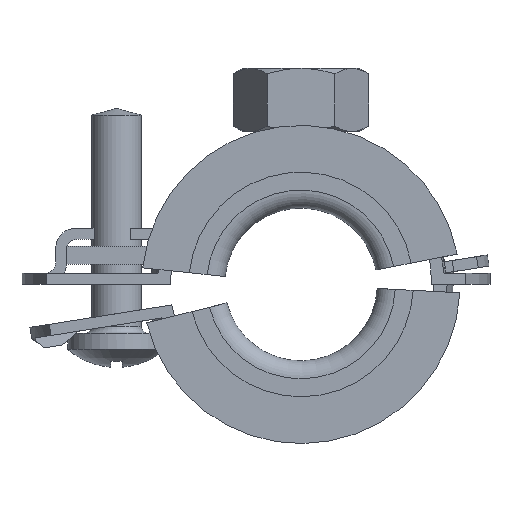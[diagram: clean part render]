
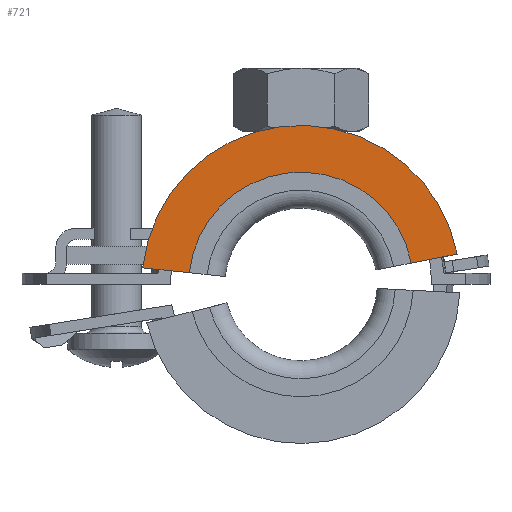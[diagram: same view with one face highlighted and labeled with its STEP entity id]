
A CAD part, front view. The second image highlights one B-rep face of the part: STEP entity #721.
In plain terms, the highlighted planar face has unit normal (0, -1, 0).
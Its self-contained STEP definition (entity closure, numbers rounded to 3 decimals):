
#721=ADVANCED_FACE('',(#1636),#1637,.T.);
#1636=FACE_OUTER_BOUND('',#2815,.T.);
#1637=PLANE('',#2816);
#2815=EDGE_LOOP('',(#4354,#4355,#4356,#4357));
#2816=AXIS2_PLACEMENT_3D('',#4358,#4359,#4360);
#4354=ORIENTED_EDGE('',*,*,#7730,.T.);
#4355=ORIENTED_EDGE('',*,*,#7731,.F.);
#4356=ORIENTED_EDGE('',*,*,#7732,.F.);
#4357=ORIENTED_EDGE('',*,*,#7727,.T.);
#4358=CARTESIAN_POINT('',(14.801,-12.0,2.877));
#4359=DIRECTION('',(0.0,-1.0,0.0));
#4360=DIRECTION('',(0.982,0.0,0.191));
#7727=EDGE_CURVE('',#9317,#9315,#9318,.T.);
#7730=EDGE_CURVE('',#9315,#9321,#9322,.T.);
#7731=EDGE_CURVE('',#9323,#9321,#9324,.T.);
#7732=EDGE_CURVE('',#9317,#9323,#9325,.T.);
#9315=VERTEX_POINT('',#11846);
#9317=VERTEX_POINT('',#11849);
#9318=CIRCLE('',#11850,17.676);
#9321=VERTEX_POINT('',#11854);
#9322=LINE('',#11855,#11856);
#9323=VERTEX_POINT('',#11857);
#9324=CIRCLE('',#11858,12.479);
#9325=LINE('',#11859,#11860);
#11846=CARTESIAN_POINT('',(-17.579,-12.0,1.848));
#11849=CARTESIAN_POINT('',(17.351,-12.0,3.373));
#11850=AXIS2_PLACEMENT_3D('',#15129,#15130,#15131);
#11854=CARTESIAN_POINT('',(-12.411,-12.0,1.304));
#11855=CARTESIAN_POINT('',(-17.579,-12.0,1.848));
#11856=VECTOR('',#15133,1.0);
#11857=CARTESIAN_POINT('',(12.25,-12.0,2.381));
#11858=AXIS2_PLACEMENT_3D('',#15134,#15135,#15136);
#11859=CARTESIAN_POINT('',(17.351,-12.0,3.373));
#11860=VECTOR('',#15137,1.0);
#15129=CARTESIAN_POINT('',(0.0,-12.0,0.0));
#15130=DIRECTION('',(0.0,-1.0,0.0));
#15131=DIRECTION('',(0.982,0.0,0.191));
#15133=DIRECTION('',(0.995,0.0,-0.105));
#15134=CARTESIAN_POINT('',(0.0,-12.0,0.0));
#15135=DIRECTION('',(0.0,-1.0,0.0));
#15136=DIRECTION('',(0.982,0.0,0.191));
#15137=DIRECTION('',(-0.982,0.0,-0.191));
